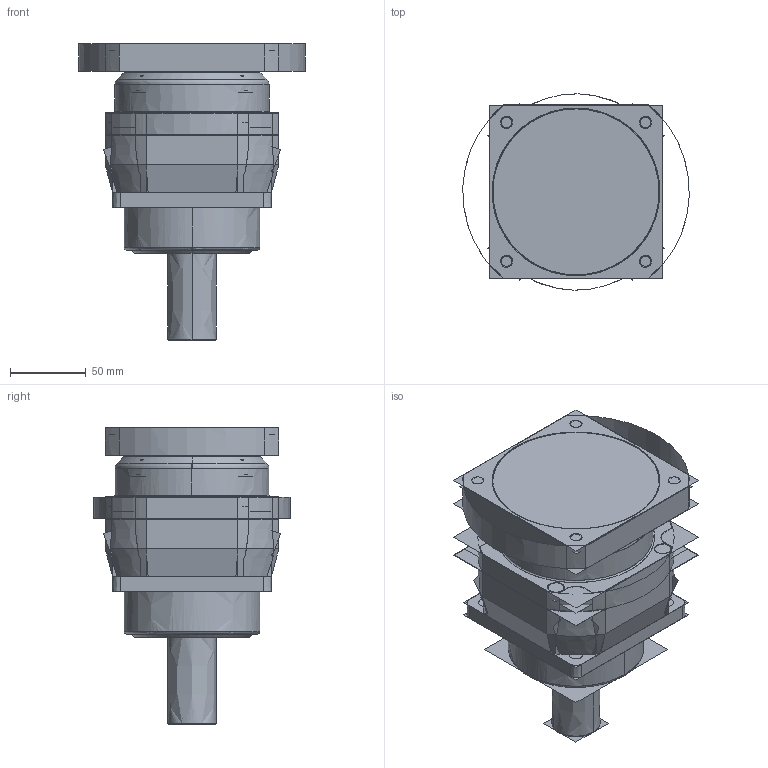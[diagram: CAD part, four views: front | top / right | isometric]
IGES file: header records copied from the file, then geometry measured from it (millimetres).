
Start section:  PTC IGES file: af1001-p0403401001.igs
Global section: file name: af1001-p0403401001.igs; native system: Pro/ENGINEER by Parametric Technology Corporation; preprocessor: 2006170; author: d00080; organization: Unknown; date: 20080918.094450; units: millimetre
Bounding box: 149.85 x 129.97 x 197 mm (x, y, z)
Surface area: 523174 mm2 (no closed solid volume)
Topology: 0 solids, 0 shells, 1012 faces, 6580 edges, 6552 vertices
Faces by surface type: bspline 1012
